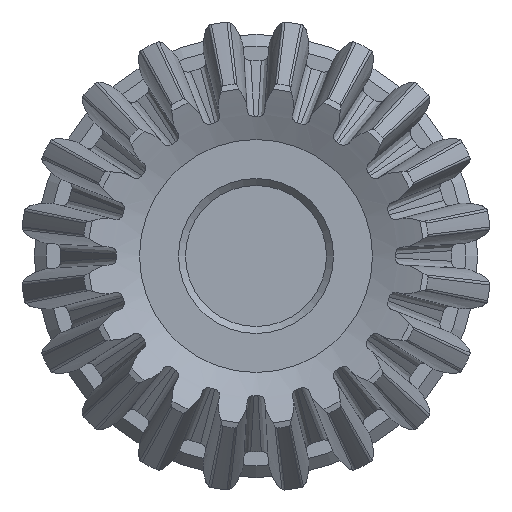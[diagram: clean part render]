
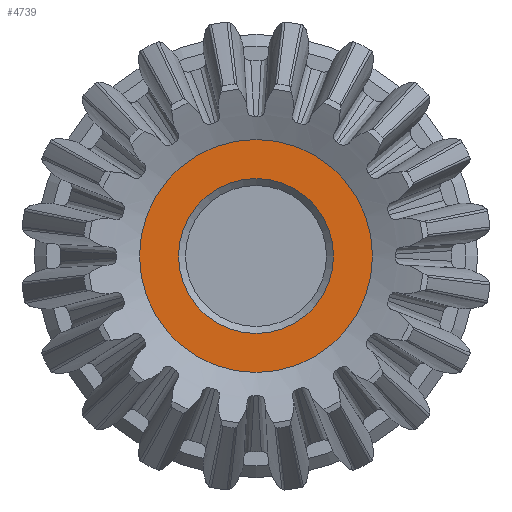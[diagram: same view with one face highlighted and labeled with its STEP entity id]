
A CAD part, left-side view. The second image highlights one B-rep face of the part: STEP entity #4739.
In plain terms, the highlighted planar face has unit normal (-1, 0, 0).
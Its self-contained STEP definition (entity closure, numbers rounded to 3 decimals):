
#528=FACE_BOUND('',#866,.T.);
#534=PLANE('',#5086);
#596=FACE_OUTER_BOUND('',#865,.T.);
#865=EDGE_LOOP('',(#3306));
#866=EDGE_LOOP('',(#3307));
#1665=CIRCLE('',#5044,2.479);
#1707=CIRCLE('',#5087,1.65);
#1825=VERTEX_POINT('',#6188);
#1987=VERTEX_POINT('',#7114);
#2350=EDGE_CURVE('',#1825,#1825,#1665,.T.);
#2513=EDGE_CURVE('',#1987,#1987,#1707,.T.);
#3306=ORIENTED_EDGE('',*,*,#2350,.F.);
#3307=ORIENTED_EDGE('',*,*,#2513,.T.);
#4739=ADVANCED_FACE('',(#596,#528),#534,.F.);
#5044=AXIS2_PLACEMENT_3D('',#6189,#5371,#5372);
#5086=AXIS2_PLACEMENT_3D('',#7113,#5496,#5497);
#5087=AXIS2_PLACEMENT_3D('',#7115,#5498,#5499);
#5371=DIRECTION('center_axis',(1.,0.,0.));
#5372=DIRECTION('ref_axis',(0.,-1.,0.));
#5496=DIRECTION('center_axis',(1.,0.,0.));
#5497=DIRECTION('ref_axis',(0.,1.,0.));
#5498=DIRECTION('center_axis',(1.,0.,0.));
#5499=DIRECTION('ref_axis',(0.,0.,1.));
#6188=CARTESIAN_POINT('',(17.41,-13.175,-55.423));
#6189=CARTESIAN_POINT('Origin',(17.41,-15.654,-55.423));
#7113=CARTESIAN_POINT('Origin',(17.41,-15.654,-55.423));
#7114=CARTESIAN_POINT('',(17.41,-15.654,-57.073));
#7115=CARTESIAN_POINT('Origin',(17.41,-15.654,-55.423));
